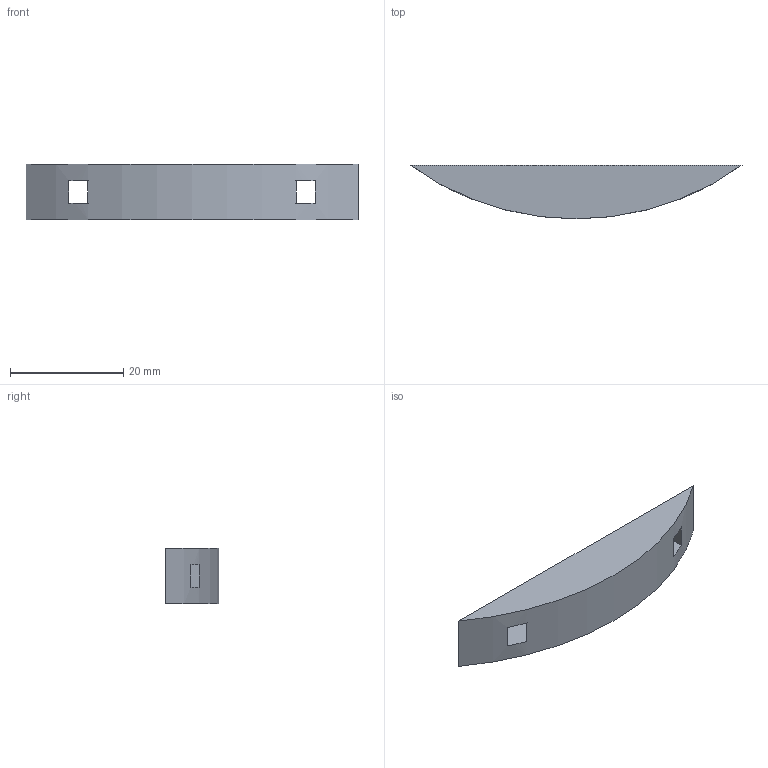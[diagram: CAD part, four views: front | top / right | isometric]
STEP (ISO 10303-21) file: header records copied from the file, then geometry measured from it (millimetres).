
FILE_DESCRIPTION(/* description */ (''),/* implementation_level */ '2;1');
FILE_NAME(/* name */ 'Clamex_P-10_Verbinderhaelfte_ohne_Hebel_s.stp',/* time_stamp */ '2022-06-29T15:31:36+02:00',/* author */ ('matthiask'),/* organization */ (''),/* preprocessor_version */ 'ST-DEVELOPER v18',/* originating_system */ 'Autodesk Inventor 2020',/* authorisation */ '');
FILE_SCHEMA (('AUTOMOTIVE_DESIGN { 1 0 10303 214 3 1 1 }'));
Length unit declared in the file: millimetre
Products named in the file (1): Clamex P10_Oberteil
Bounding box: 58.64 x 9.5 x 9.8 mm (x, y, z)
Volume: 3119.4 mm3; surface area: 2332.6 mm2
Topology: 1 solids, 1 shells, 19 faces, 48 edges, 32 vertices
Faces by surface type: plane 18, cylinder 1
Entity records: 617 total; most frequent: CARTESIAN_POINT 100, ORIENTED_EDGE 96, DIRECTION 94, EDGE_CURVE 48, LINE 42, VECTOR 42, VERTEX_POINT 32, AXIS2_PLACEMENT_3D 26
